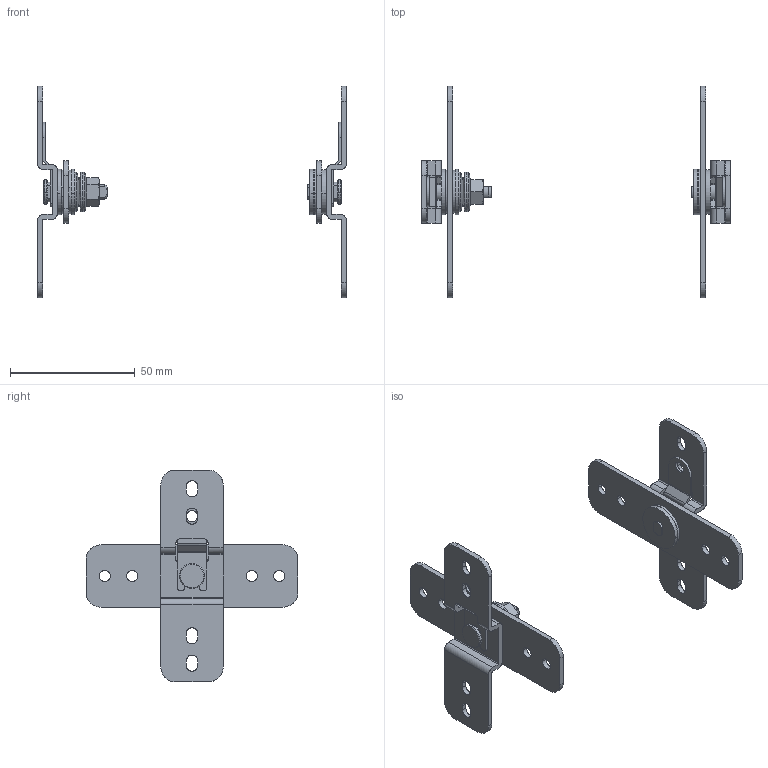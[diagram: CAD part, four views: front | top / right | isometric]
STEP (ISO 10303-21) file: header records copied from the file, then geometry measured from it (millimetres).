
FILE_DESCRIPTION((''),'2;1');
FILE_NAME('','2013-06-19T10:23:57',(''),(''),'','CADfix','');
FILE_SCHEMA(('AUTOMOTIVE_DESIGN { 1 0 10303 214 1 1 1 1 }'));
Length unit declared in the file: millimetre
Bounding box: 124 x 85 x 85 mm (x, y, z)
Volume: 21020.9 mm3; surface area: 22533.9 mm2
Topology: 6 solids, 6 shells, 294 faces, 884 edges, 614 vertices
Faces by surface type: bspline 294
Entity records: 10993 total; most frequent: CARTESIAN_POINT 5958, ORIENTED_EDGE 1768, EDGE_CURVE 884, VERTEX_POINT 614, QUASI_UNIFORM_CURVE 456, EDGE_LOOP 346, FACE_OUTER_BOUND 294, ADVANCED_FACE 294
